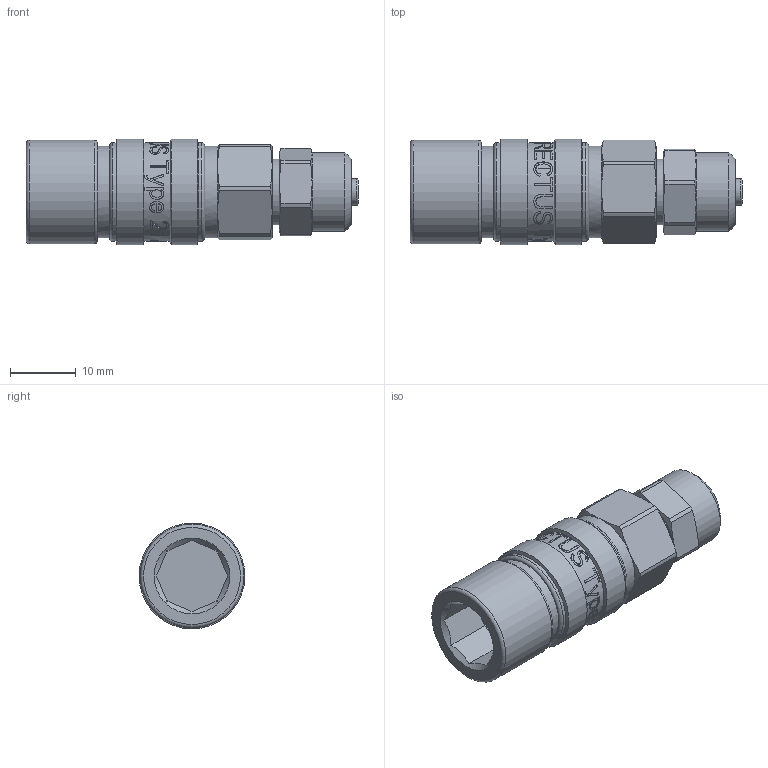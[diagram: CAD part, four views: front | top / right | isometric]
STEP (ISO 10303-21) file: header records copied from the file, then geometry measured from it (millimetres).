
FILE_DESCRIPTION((''),'2;1');
FILE_NAME('21kako06mpn8.stp','2015-05-04T11:45:48',('IA176480'),(''),'Autodesk Inventor 2013','Autodesk Inventor 2013','');
FILE_SCHEMA(('AUTOMOTIVE_DESIGN { 1 0 10303 214 1 1 1 1 }'));
Length unit declared in the file: millimetre
Products named in the file (1): D114013
Bounding box: 50.64 x 16.15 x 16.15 mm (x, y, z)
Volume: 6830.8 mm3; surface area: 4823 mm2
Topology: 1 solids, 3 shells, 481 faces, 1263 edges, 833 vertices
Faces by surface type: plane 179, bspline 178, cylinder 75, cone 42, torus 7
Full cylindrical faces by diameter (mm): 4 x1, 4.6 x1, 6.2 x1, 8.6 x1, 9.447 x1, 10 x1, 10.797 x1, 11.4 x1, 12 x3, 12.1 x1, 12.15 x1, 14 x4, 15.1 x3, 15.8 x1, 16.15 x2
Entity records: 60401 total; most frequent: CARTESIAN_POINT 49935, ORIENTED_EDGE 2372, DIRECTION 1399, EDGE_CURVE 1186, VERTEX_POINT 813, EDGE_LOOP 585, B_SPLINE_CURVE_WITH_KNOTS 503, AXIS2_PLACEMENT_3D 487
